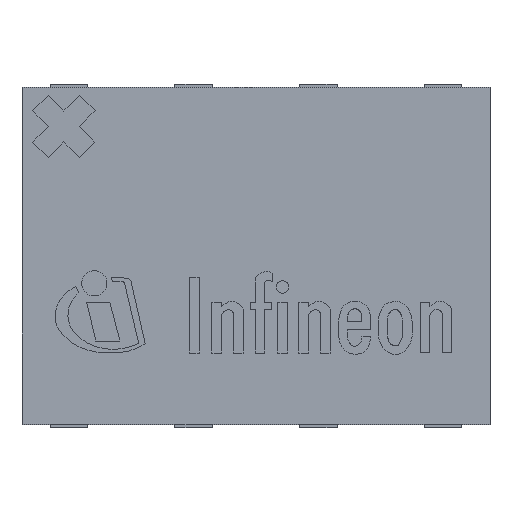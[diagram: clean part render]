
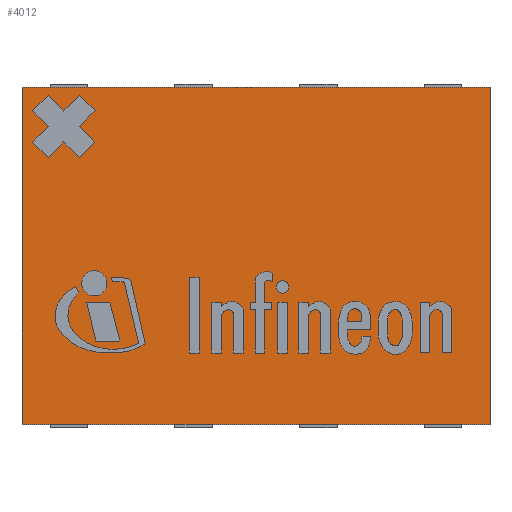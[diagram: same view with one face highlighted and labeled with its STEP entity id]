
A CAD part, top view. The second image highlights one B-rep face of the part: STEP entity #4012.
In plain terms, the highlighted planar face has unit normal (0, 0, 1).
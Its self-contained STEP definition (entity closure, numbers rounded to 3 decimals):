
#148=FACE_BOUND('',#424,.T.);
#170=FACE_OUTER_BOUND('',#423,.T.);
#423=EDGE_LOOP('',(#2710,#2711,#2712,#2713));
#424=EDGE_LOOP('',(#2714,#2715,#2716,#2717,#2718,#2719,#2720,#2721,#2722,
#2723,#2724,#2725));
#670=LINE('',#5540,#1188);
#674=LINE('',#5547,#1192);
#677=LINE('',#5553,#1195);
#680=LINE('',#5559,#1198);
#683=LINE('',#5565,#1201);
#686=LINE('',#5571,#1204);
#689=LINE('',#5577,#1207);
#692=LINE('',#5583,#1210);
#695=LINE('',#5589,#1213);
#698=LINE('',#5595,#1216);
#701=LINE('',#5601,#1219);
#703=LINE('',#5604,#1221);
#704=LINE('',#5609,#1222);
#708=LINE('',#5617,#1226);
#711=LINE('',#5623,#1229);
#712=LINE('',#5624,#1230);
#1188=VECTOR('',#4532,1.);
#1192=VECTOR('',#4538,1.);
#1195=VECTOR('',#4543,1.);
#1198=VECTOR('',#4548,1.);
#1201=VECTOR('',#4553,1.);
#1204=VECTOR('',#4558,1.);
#1207=VECTOR('',#4563,1.);
#1210=VECTOR('',#4568,1.);
#1213=VECTOR('',#4573,1.);
#1216=VECTOR('',#4578,1.);
#1219=VECTOR('',#4583,1.);
#1221=VECTOR('',#4587,1.);
#1222=VECTOR('',#4592,1.);
#1226=VECTOR('',#4598,1.);
#1229=VECTOR('',#4603,1.);
#1230=VECTOR('',#4604,1.);
#1706=VERTEX_POINT('',#5537);
#1707=VERTEX_POINT('',#5539);
#1709=VERTEX_POINT('',#5545);
#1711=VERTEX_POINT('',#5551);
#1713=VERTEX_POINT('',#5557);
#1715=VERTEX_POINT('',#5563);
#1717=VERTEX_POINT('',#5569);
#1719=VERTEX_POINT('',#5575);
#1721=VERTEX_POINT('',#5581);
#1723=VERTEX_POINT('',#5587);
#1725=VERTEX_POINT('',#5593);
#1727=VERTEX_POINT('',#5599);
#1728=VERTEX_POINT('',#5607);
#1729=VERTEX_POINT('',#5608);
#1732=VERTEX_POINT('',#5616);
#1734=VERTEX_POINT('',#5622);
#2082=EDGE_CURVE('',#1707,#1706,#670,.T.);
#2086=EDGE_CURVE('',#1706,#1709,#674,.T.);
#2089=EDGE_CURVE('',#1709,#1711,#677,.T.);
#2092=EDGE_CURVE('',#1711,#1713,#680,.T.);
#2095=EDGE_CURVE('',#1713,#1715,#683,.T.);
#2098=EDGE_CURVE('',#1715,#1717,#686,.T.);
#2101=EDGE_CURVE('',#1717,#1719,#689,.T.);
#2104=EDGE_CURVE('',#1719,#1721,#692,.T.);
#2107=EDGE_CURVE('',#1721,#1723,#695,.T.);
#2110=EDGE_CURVE('',#1723,#1725,#698,.T.);
#2113=EDGE_CURVE('',#1725,#1727,#701,.T.);
#2115=EDGE_CURVE('',#1727,#1707,#703,.T.);
#2116=EDGE_CURVE('',#1728,#1729,#704,.T.);
#2120=EDGE_CURVE('',#1732,#1728,#708,.T.);
#2123=EDGE_CURVE('',#1729,#1734,#711,.T.);
#2124=EDGE_CURVE('',#1734,#1732,#712,.T.);
#2710=ORIENTED_EDGE('',*,*,#2116,.T.);
#2711=ORIENTED_EDGE('',*,*,#2123,.T.);
#2712=ORIENTED_EDGE('',*,*,#2124,.T.);
#2713=ORIENTED_EDGE('',*,*,#2120,.T.);
#2714=ORIENTED_EDGE('',*,*,#2082,.T.);
#2715=ORIENTED_EDGE('',*,*,#2086,.T.);
#2716=ORIENTED_EDGE('',*,*,#2089,.T.);
#2717=ORIENTED_EDGE('',*,*,#2092,.T.);
#2718=ORIENTED_EDGE('',*,*,#2095,.T.);
#2719=ORIENTED_EDGE('',*,*,#2098,.T.);
#2720=ORIENTED_EDGE('',*,*,#2101,.T.);
#2721=ORIENTED_EDGE('',*,*,#2104,.T.);
#2722=ORIENTED_EDGE('',*,*,#2107,.T.);
#2723=ORIENTED_EDGE('',*,*,#2110,.T.);
#2724=ORIENTED_EDGE('',*,*,#2113,.T.);
#2725=ORIENTED_EDGE('',*,*,#2115,.T.);
#3781=PLANE('',#4298);
#4012=ADVANCED_FACE('',(#170,#148),#3781,.T.);
#4298=AXIS2_PLACEMENT_3D('',#5621,#4601,#4602);
#4532=DIRECTION('',(0.707,0.707,0.));
#4538=DIRECTION('',(0.707,-0.707,0.));
#4543=DIRECTION('',(-0.707,-0.707,0.));
#4548=DIRECTION('',(0.707,-0.707,0.));
#4553=DIRECTION('',(-0.707,-0.707,0.));
#4558=DIRECTION('',(-0.707,0.707,0.));
#4563=DIRECTION('',(-0.707,-0.707,0.));
#4568=DIRECTION('',(-0.707,0.707,0.));
#4573=DIRECTION('',(0.707,0.707,0.));
#4578=DIRECTION('',(-0.707,0.707,0.));
#4583=DIRECTION('',(0.707,0.707,0.));
#4587=DIRECTION('',(0.707,-0.707,0.));
#4592=DIRECTION('',(-1.,0.,0.));
#4598=DIRECTION('',(0.,1.,0.));
#4601=DIRECTION('center_axis',(0.,0.,1.));
#4602=DIRECTION('ref_axis',(0.,-1.,0.));
#4603=DIRECTION('',(0.,-1.,0.));
#4604=DIRECTION('',(1.,0.,0.));
#5537=CARTESIAN_POINT('',(-0.565,0.515,0.5));
#5539=CARTESIAN_POINT('',(-0.616,0.464,0.5));
#5540=CARTESIAN_POINT('',(-0.552,0.527,0.5));
#5545=CARTESIAN_POINT('',(-0.515,0.465,0.5));
#5547=CARTESIAN_POINT('',(-0.27,0.22,0.5));
#5551=CARTESIAN_POINT('',(-0.566,0.414,0.5));
#5553=CARTESIAN_POINT('',(-0.528,0.452,0.5));
#5557=CARTESIAN_POINT('',(-0.517,0.365,0.5));
#5559=CARTESIAN_POINT('',(-0.296,0.144,0.5));
#5563=CARTESIAN_POINT('',(-0.566,0.315,0.5));
#5565=CARTESIAN_POINT('',(-0.503,0.378,0.5));
#5569=CARTESIAN_POINT('',(-0.616,0.365,0.5));
#5571=CARTESIAN_POINT('',(-0.371,0.12,0.5));
#5575=CARTESIAN_POINT('',(-0.666,0.315,0.5));
#5577=CARTESIAN_POINT('',(-0.578,0.403,0.5));
#5581=CARTESIAN_POINT('',(-0.715,0.364,0.5));
#5583=CARTESIAN_POINT('',(-0.446,0.094,0.5));
#5587=CARTESIAN_POINT('',(-0.665,0.414,0.5));
#5589=CARTESIAN_POINT('',(-0.603,0.477,0.5));
#5593=CARTESIAN_POINT('',(-0.715,0.464,0.5));
#5595=CARTESIAN_POINT('',(-0.42,0.169,0.5));
#5599=CARTESIAN_POINT('',(-0.666,0.514,0.5));
#5601=CARTESIAN_POINT('',(-0.628,0.552,0.5));
#5604=CARTESIAN_POINT('',(-0.346,0.194,0.5));
#5607=CARTESIAN_POINT('',(0.75,0.54,0.5));
#5608=CARTESIAN_POINT('',(-0.75,0.54,0.5));
#5609=CARTESIAN_POINT('',(0.,0.54,0.5));
#5616=CARTESIAN_POINT('',(0.75,-0.54,0.5));
#5617=CARTESIAN_POINT('',(0.75,-0.55,0.5));
#5621=CARTESIAN_POINT('Origin',(0.,0.,0.5));
#5622=CARTESIAN_POINT('',(-0.75,-0.54,0.5));
#5623=CARTESIAN_POINT('',(-0.75,0.55,0.5));
#5624=CARTESIAN_POINT('',(0.,-0.54,0.5));
